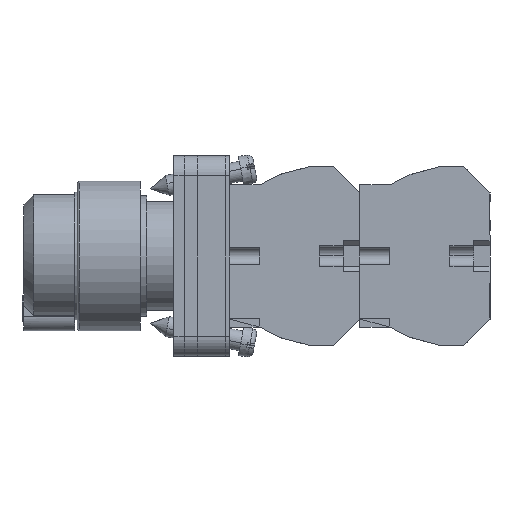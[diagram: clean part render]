
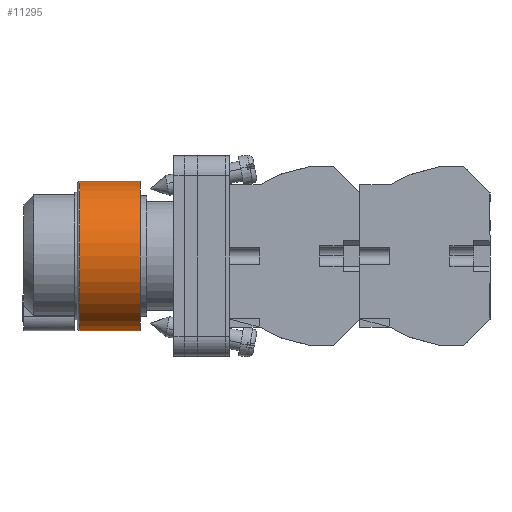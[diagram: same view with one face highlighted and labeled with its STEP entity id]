
A CAD part, left-side view. The second image highlights one B-rep face of the part: STEP entity #11295.
In plain terms, the highlighted cylindrical face has radius 14.925 mm (diameter 29.85 mm), a partial arc.
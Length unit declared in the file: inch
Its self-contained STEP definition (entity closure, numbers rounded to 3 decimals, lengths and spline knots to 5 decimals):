
#258 = DIRECTION ( 'NONE',  ( 0., -1., 0. ) ) ;
#273 = CARTESIAN_POINT ( 'NONE',  ( 0., 0.92126, 0.5876 ) ) ;
#660 = ORIENTED_EDGE ( 'NONE', *, *, #1900, .T. ) ;
#919 = DIRECTION ( 'NONE',  ( 0., -1., 0. ) ) ;
#1330 = LINE ( 'NONE', #16373, #8287 ) ;
#1370 = ORIENTED_EDGE ( 'NONE', *, *, #10818, .T. ) ;
#1900 = EDGE_CURVE ( 'NONE', #12424, #10595, #5834, .T. ) ;
#2624 = CARTESIAN_POINT ( 'NONE',  ( 0., 0.44843, 0. ) ) ;
#3185 = CARTESIAN_POINT ( 'NONE',  ( 0., 0.44843, 0.5876 ) ) ;
#3849 = CIRCLE ( 'NONE', #15667, 0.5876 ) ;
#3959 = DIRECTION ( 'NONE',  ( 0., 0., 1. ) ) ;
#5364 = AXIS2_PLACEMENT_3D ( 'NONE', #2624, #11704, #3959 ) ;
#5490 = CARTESIAN_POINT ( 'NONE',  ( 0., 3.67379, 0. ) ) ;
#5834 = CIRCLE ( 'NONE', #5364, 0.5876 ) ;
#6845 = ORIENTED_EDGE ( 'NONE', *, *, #10421, .F. ) ;
#7779 = CARTESIAN_POINT ( 'NONE',  ( 0., 0.92126, 0. ) ) ;
#8287 = VECTOR ( 'NONE', #919, 39.37008 ) ;
#8718 = CYLINDRICAL_SURFACE ( 'NONE', #12510, 0.5876 ) ;
#9078 = DIRECTION ( 'NONE',  ( 0., 0., -1. ) ) ;
#9409 = DIRECTION ( 'NONE',  ( 0., 0., -1. ) ) ;
#9545 = CARTESIAN_POINT ( 'NONE',  ( 0., 0.44843, -0.5876 ) ) ;
#10099 = EDGE_CURVE ( 'NONE', #16515, #12424, #1330, .T. ) ;
#10262 = CARTESIAN_POINT ( 'NONE',  ( 0., 0.92126, -0.5876 ) ) ;
#10421 = EDGE_CURVE ( 'NONE', #16636, #10595, #14899, .T. ) ;
#10595 = VERTEX_POINT ( 'NONE', #3185 ) ;
#10818 = EDGE_CURVE ( 'NONE', #16636, #16515, #3849, .T. ) ;
#11157 = VECTOR ( 'NONE', #14512, 39.37008 ) ;
#11295 = ADVANCED_FACE ( 'NONE', ( #12488 ), #8718, .T. ) ;
#11704 = DIRECTION ( 'NONE',  ( 0., 1., 0. ) ) ;
#11814 = ORIENTED_EDGE ( 'NONE', *, *, #10099, .T. ) ;
#12424 = VERTEX_POINT ( 'NONE', #9545 ) ;
#12488 = FACE_OUTER_BOUND ( 'NONE', #14610, .T. ) ;
#12510 = AXIS2_PLACEMENT_3D ( 'NONE', #5490, #258, #9409 ) ;
#13250 = CARTESIAN_POINT ( 'NONE',  ( 0., 3.67379, 0.5876 ) ) ;
#14512 = DIRECTION ( 'NONE',  ( 0., -1., 0. ) ) ;
#14610 = EDGE_LOOP ( 'NONE', ( #6845, #1370, #11814, #660 ) ) ;
#14899 = LINE ( 'NONE', #13250, #11157 ) ;
#15667 = AXIS2_PLACEMENT_3D ( 'NONE', #7779, #16713, #9078 ) ;
#16373 = CARTESIAN_POINT ( 'NONE',  ( 0., 3.67379, -0.5876 ) ) ;
#16515 = VERTEX_POINT ( 'NONE', #10262 ) ;
#16636 = VERTEX_POINT ( 'NONE', #273 ) ;
#16713 = DIRECTION ( 'NONE',  ( 0., -1., 0. ) ) ;
